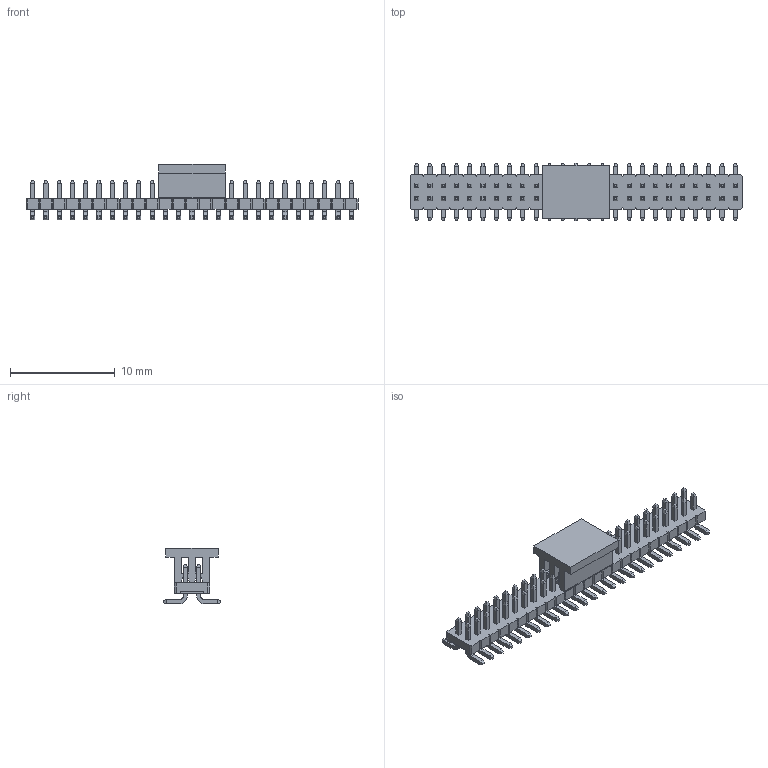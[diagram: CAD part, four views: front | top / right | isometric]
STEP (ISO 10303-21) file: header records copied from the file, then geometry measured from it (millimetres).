
FILE_DESCRIPTION(/* description */ ('Unknown'),/* implementation_level */ '2;1');
FILE_NAME(/* name */ '623350235521',/* time_stamp */ '2017-03-29T14:15:01+02:00',/* author */ ('Unknown'),/* organization */ ('Unknown'),/* preprocessor_version */ 'ST-DEVELOPER v16.7',/* originating_system */ 'DEX',/* authorisation */ $);
FILE_SCHEMA (('AUTOMOTIVE_DESIGN {1 0 10303 214 3 1 1}'));
Length unit declared in the file: millimetre
Products named in the file (4): 6233xx235521; 623350235521_Housing; 6233xx235521_PIN; 6233xx235521_Cap2
Assembly tree (52 placements, depth 2):
  6233xx235521
    623350235521_Housing
    6233xx235521_PIN  x50
    6233xx235521_Cap2
Bounding box: 31.75 x 5.5 x 5.31 mm (x, y, z)
Volume: 197.6 mm3; surface area: 1003.6 mm2
Topology: 52 solids, 52 shells, 1426 faces, 3494 edges, 2196 vertices
Faces by surface type: plane 1310, cylinder 116
Entity records: 17925 total; most frequent: CARTESIAN_POINT 3151, ORIENTED_EDGE 3068, DIRECTION 2764, EDGE_CURVE 1534, LINE 1498, VECTOR 1498, VERTEX_POINT 1020, EDGE_LOOP 668
